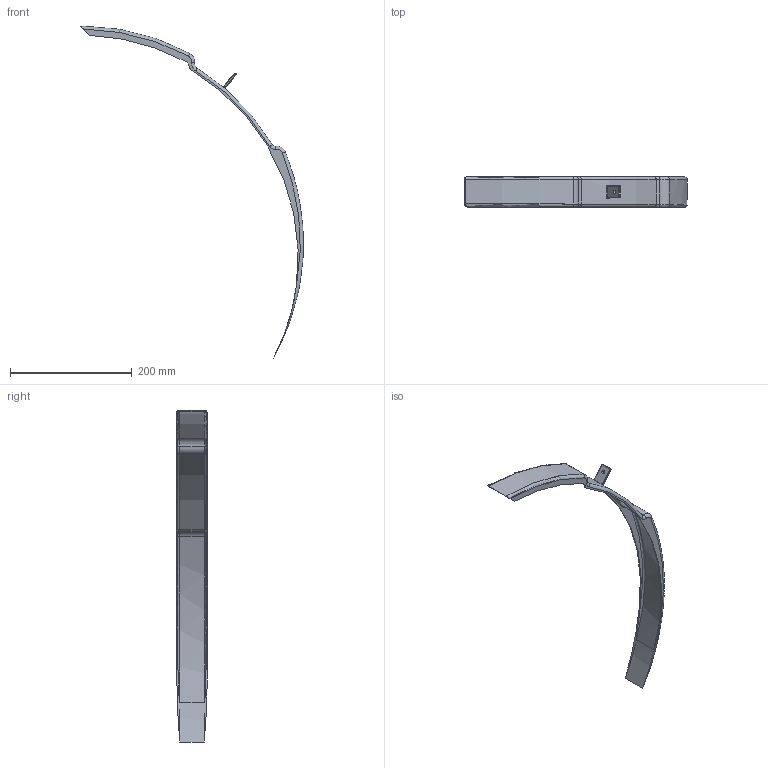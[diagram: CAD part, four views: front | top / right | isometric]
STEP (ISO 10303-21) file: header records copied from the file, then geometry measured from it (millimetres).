
FILE_DESCRIPTION( ( '' ), ' ' );
FILE_NAME( '5bf58db0d70eb716affe637a.step', '2018-11-21T16:54:10', ( '' ), ( '' ), ' ', ' ', ' ' );
FILE_SCHEMA( ( 'AUTOMOTIVE_DESIGN { 1 0 10303 214 1 1 1 1 }' ) );
Length unit declared in the file: metre
Products named in the file (1): Part17
Bounding box: 365.82 x 50 x 544.79 mm (x, y, z)
Volume: 93917.8 mm3; surface area: 99763.8 mm2
Topology: 1 solids, 1 shells, 82 faces, 198 edges, 115 vertices
Faces by surface type: cylinder 30, torus 26, plane 12, bspline 8, sphere 4, extrusion 1, offset 1
Full cylindrical faces by diameter (mm): 6 x1
Entity records: 5350 total; most frequent: CARTESIAN_POINT 2790, DIRECTION 430, ORIENTED_EDGE 384, EDGE_CURVE 192, AXIS2_PLACEMENT_3D 189, CIRCLE 116, VERTEX_POINT 114, EDGE_LOOP 86
